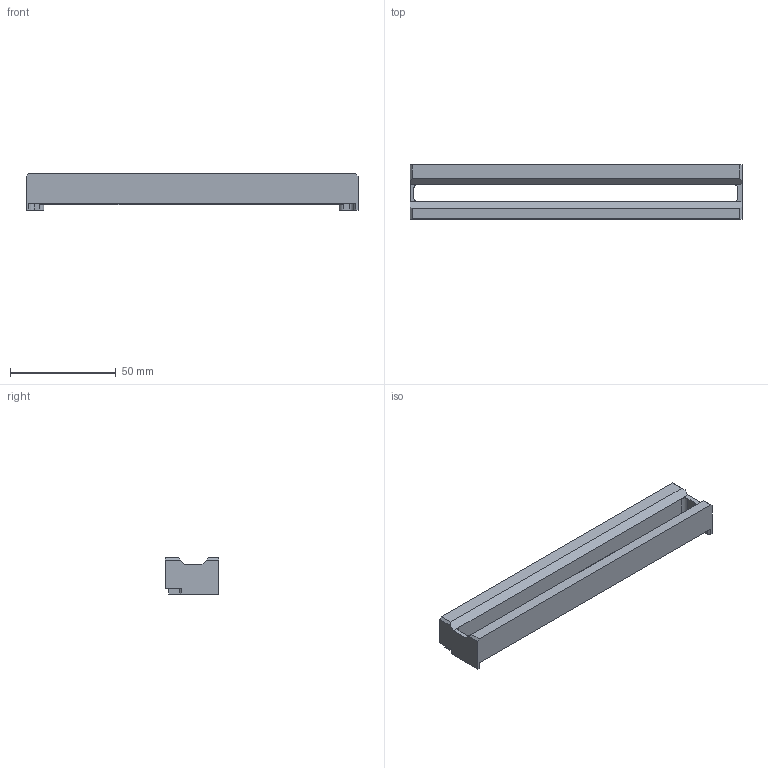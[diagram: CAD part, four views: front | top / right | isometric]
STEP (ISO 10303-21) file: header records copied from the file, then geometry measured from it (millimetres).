
FILE_DESCRIPTION(/* description */ (''),/* implementation_level */ '2;1');
FILE_NAME(/* name */ 'back_lid_08_11.step',/* time_stamp */ '2022-11-09T09:52:54+01:00',/* author */ (''),/* organization */ (''),/* preprocessor_version */ 'ST-DEVELOPER v19.2',/* originating_system */ 'Autodesk Translation Framework v11.17.0.187',/* authorisation */ '');
FILE_SCHEMA (('AUTOMOTIVE_DESIGN { 1 0 10303 214 3 1 1 }'));
Length unit declared in the file: millimetre
Products named in the file (1): back_lid
Bounding box: 156.89 x 25.5 x 17.07 mm (x, y, z)
Volume: 37806.8 mm3; surface area: 15023.7 mm2
Topology: 1 solids, 1 shells, 44 faces, 123 edges, 81 vertices
Faces by surface type: plane 34, cylinder 10
Full cylindrical faces by diameter (mm): 2.529 x2
Entity records: 1455 total; most frequent: CARTESIAN_POINT 249, ORIENTED_EDGE 246, DIRECTION 233, EDGE_CURVE 123, LINE 103, VECTOR 103, VERTEX_POINT 81, AXIS2_PLACEMENT_3D 65
